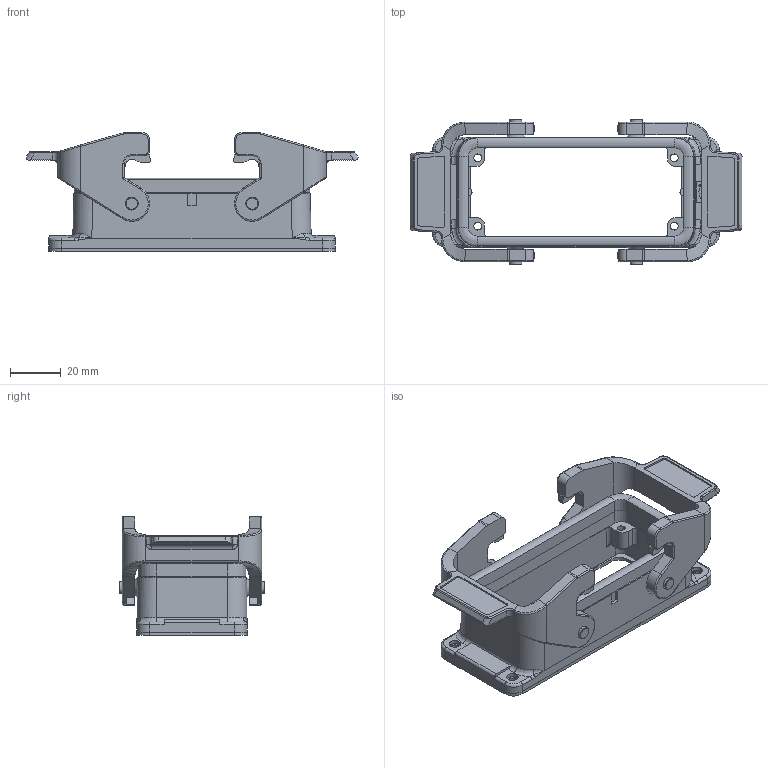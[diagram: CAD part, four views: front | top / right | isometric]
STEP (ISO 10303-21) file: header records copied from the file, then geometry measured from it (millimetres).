
FILE_DESCRIPTION(/* description */ (''),/* implementation_level */ '2;1');
FILE_NAME(/* name */ '100094922ugm000_d.stp',/* time_stamp */ '2017-11-06T09:55:36+01:00',/* author */ (''),/* organization */ (''),/* preprocessor_version */ 'ST-DEVELOPER v16',/* originating_system */ 'SIEMENS PLM Software NX 10.0',/* authorisation */ '');
FILE_SCHEMA (('AUTOMOTIVE_DESIGN { 1 0 10303 214 3 1 1 1 }'));
Length unit declared in the file: millimetre
Products named in the file (1): 100094922ugm000_d
Bounding box: 130.9 x 57.2 x 46.9 mm (x, y, z)
Volume: 53508.5 mm3; surface area: 34064 mm2
Topology: 3 solids, 7 shells, 903 faces, 2825 edges, 2462 vertices
Faces by surface type: plane 423, cylinder 232, bspline 199, torus 20, cone 18, extrusion 9, sphere 2
Full cylindrical faces by diameter (mm): 0.42 x1, 0.589 x1, 3 x4, 3.7 x4, 4.2 x4, 4.5 x4, 4.8 x4, 5.1 x4, 6.5 x4
Entity records: 39893 total; most frequent: CARTESIAN_POINT 11662, ORIENTED_EDGE 4496, DIRECTION 3943, EDGE_CURVE 2248, VECTOR 1455, VERTEX_POINT 1448, LINE 1446, AXIS2_PLACEMENT_3D 1244
